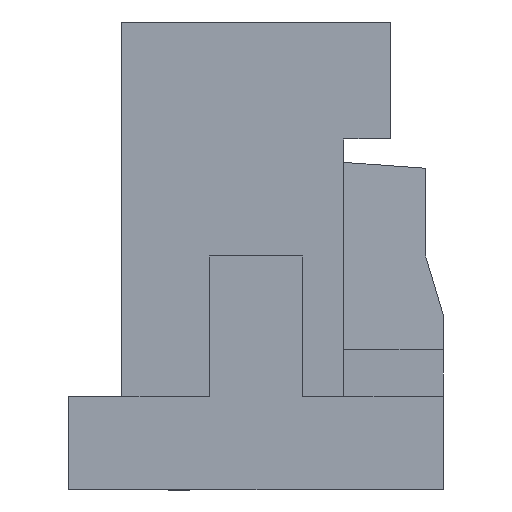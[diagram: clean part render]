
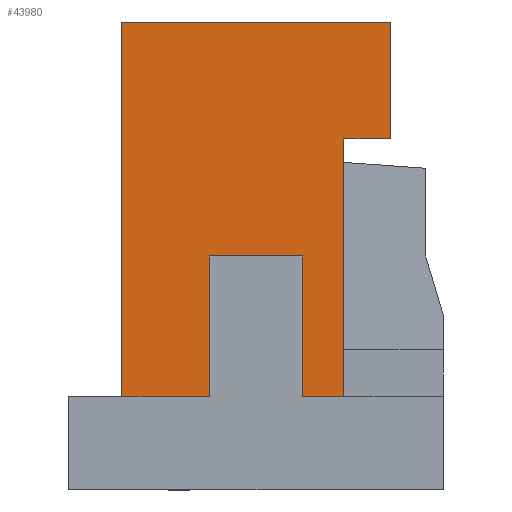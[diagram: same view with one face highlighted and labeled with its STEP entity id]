
A CAD part, left-side view. The second image highlights one B-rep face of the part: STEP entity #43980.
In plain terms, the highlighted planar face has unit normal (-1, 0, 0).
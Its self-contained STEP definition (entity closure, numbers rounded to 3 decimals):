
#8030=CARTESIAN_POINT('',(-7.131,-3.987,0.));
#8040=DIRECTION('',(0.,0.,-1.));
#8050=VECTOR('',#8040,1.);
#8060=LINE('',#8030,#8050);
#8070=CARTESIAN_POINT('',(-7.131,-3.987,4.625));
#8080=VERTEX_POINT('',#8070);
#8090=CARTESIAN_POINT('',(-7.131,-3.987,1.425));
#8100=VERTEX_POINT('',#8090);
#8110=EDGE_CURVE('',#8080,#8100,#8060,.T.);
#37680=CARTESIAN_POINT('',(-7.131,-5.887,1.425));
#37690=VERTEX_POINT('',#37680);
#37720=CARTESIAN_POINT('',(-7.131,-5.887,0.));
#37730=DIRECTION('',(0.,0.,1.));
#37740=VECTOR('',#37730,1.);
#37750=LINE('',#37720,#37740);
#37760=CARTESIAN_POINT('',(-7.131,-5.887,3.625));
#37770=VERTEX_POINT('',#37760);
#37780=EDGE_CURVE('',#37690,#37770,#37750,.T.);
#43200=CARTESIAN_POINT('',(-7.131,-6.287,3.625));
#43210=VERTEX_POINT('',#43200);
#43270=CARTESIAN_POINT('',(-7.131,0.,3.625));
#43280=DIRECTION('',(0.,1.,0.));
#43290=VECTOR('',#43280,1.);
#43300=LINE('',#43270,#43290);
#43310=EDGE_CURVE('',#43210,#37770,#43300,.T.);
#43360=CARTESIAN_POINT('',(-7.131,-3.987,1.725));
#43370=DIRECTION('',(1.,0.,0.));
#43380=DIRECTION('',(0.,0.,1.));
#43390=AXIS2_PLACEMENT_3D('',#43360,#43370,#43380);
#43400=PLANE('',#43390);
#43410=ORIENTED_EDGE('',*,*,#8110,.T.);
#43420=CARTESIAN_POINT('',(-7.131,-3.987,4.625));
#43430=DIRECTION('',(0.,-1.,0.));
#43440=VECTOR('',#43430,1.);
#43450=LINE('',#43420,#43440);
#43460=CARTESIAN_POINT('',(-7.131,-6.287,4.625));
#43470=VERTEX_POINT('',#43460);
#43480=EDGE_CURVE('',#8080,#43470,#43450,.T.);
#43490=ORIENTED_EDGE('',*,*,#43480,.F.);
#43500=CARTESIAN_POINT('',(-7.131,-6.287,0.));
#43510=DIRECTION('',(0.,0.,-1.));
#43520=VECTOR('',#43510,1.);
#43530=LINE('',#43500,#43520);
#43540=EDGE_CURVE('',#43470,#43210,#43530,.T.);
#43550=ORIENTED_EDGE('',*,*,#43540,.F.);
#43560=ORIENTED_EDGE('',*,*,#43310,.F.);
#43570=ORIENTED_EDGE('',*,*,#37780,.T.);
#43580=CARTESIAN_POINT('',(-7.131,-5.887,1.425));
#43590=DIRECTION('',(0.,1.,0.));
#43600=VECTOR('',#43590,1.);
#43610=LINE('',#43580,#43600);
#43620=CARTESIAN_POINT('',(-7.131,-5.537,1.425));
#43630=VERTEX_POINT('',#43620);
#43640=EDGE_CURVE('',#37690,#43630,#43610,.T.);
#43650=ORIENTED_EDGE('',*,*,#43640,.F.);
#43660=CARTESIAN_POINT('',(-7.131,-5.537,0.));
#43670=DIRECTION('',(0.,0.,1.));
#43680=VECTOR('',#43670,1.);
#43690=LINE('',#43660,#43680);
#43700=CARTESIAN_POINT('',(-7.131,-5.537,2.625));
#43710=VERTEX_POINT('',#43700);
#43720=EDGE_CURVE('',#43630,#43710,#43690,.T.);
#43730=ORIENTED_EDGE('',*,*,#43720,.F.);
#43740=CARTESIAN_POINT('',(-7.131,0.,2.625));
#43750=DIRECTION('',(0.,-1.,0.));
#43760=VECTOR('',#43750,1.);
#43770=LINE('',#43740,#43760);
#43780=CARTESIAN_POINT('',(-7.131,-4.737,2.625));
#43790=VERTEX_POINT('',#43780);
#43800=EDGE_CURVE('',#43790,#43710,#43770,.T.);
#43810=ORIENTED_EDGE('',*,*,#43800,.T.);
#43820=CARTESIAN_POINT('',(-7.131,-4.737,0.));
#43830=DIRECTION('',(0.,0.,1.));
#43840=VECTOR('',#43830,1.);
#43850=LINE('',#43820,#43840);
#43860=CARTESIAN_POINT('',(-7.131,-4.737,1.425));
#43870=VERTEX_POINT('',#43860);
#43880=EDGE_CURVE('',#43870,#43790,#43850,.T.);
#43890=ORIENTED_EDGE('',*,*,#43880,.T.);
#43900=CARTESIAN_POINT('',(-7.131,-3.987,1.425));
#43910=DIRECTION('',(0.,-1.,0.));
#43920=VECTOR('',#43910,1.);
#43930=LINE('',#43900,#43920);
#43940=EDGE_CURVE('',#8100,#43870,#43930,.T.);
#43950=ORIENTED_EDGE('',*,*,#43940,.T.);
#43960=EDGE_LOOP('',(#43950,#43890,#43810,#43730,#43650,#43570,#43560,
#43550,#43490,#43410));
#43970=FACE_OUTER_BOUND('',#43960,.T.);
#43980=ADVANCED_FACE('',(#43970),#43400,.F.);
